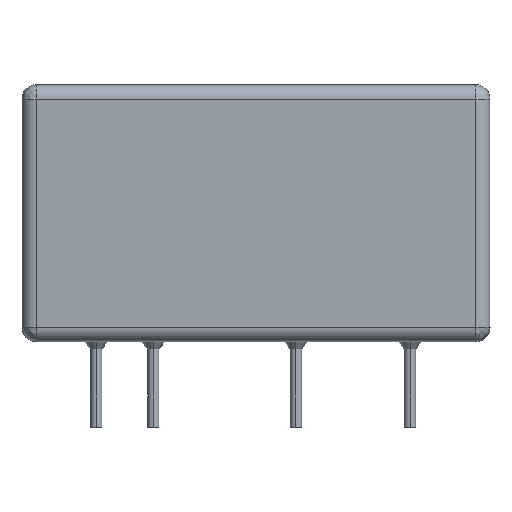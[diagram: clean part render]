
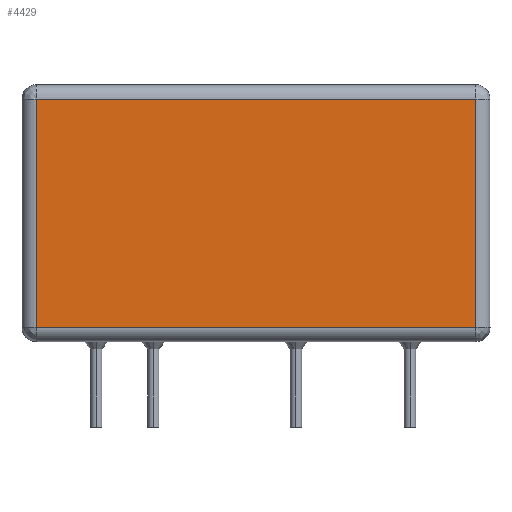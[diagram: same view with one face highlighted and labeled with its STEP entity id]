
A CAD part, top view. The second image highlights one B-rep face of the part: STEP entity #4429.
In plain terms, the highlighted planar face has unit normal (0, 0, 1).
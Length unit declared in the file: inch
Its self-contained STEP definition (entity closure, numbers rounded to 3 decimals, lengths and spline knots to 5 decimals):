
#252 = PLANE ( 'NONE',  #6324 ) ;
#253 = CARTESIAN_POINT ( 'NONE',  ( -0.77, -0.4, 0.14 ) ) ;
#254 = DIRECTION ( 'NONE',  ( 0., 0., 1. ) ) ;
#255 = DIRECTION ( 'NONE',  ( 1., 0., 0. ) ) ;
#1374 = EDGE_CURVE ( 'NONE', #3929, #4051, #5903, .T. ) ;
#1375 = EDGE_CURVE ( 'NONE', #4051, #4041, #5897, .T. ) ;
#1376 = EDGE_CURVE ( 'NONE', #4041, #4049, #5913, .T. ) ;
#1377 = EDGE_CURVE ( 'NONE', #4049, #3929, #5884, .T. ) ;
#1637 = DIRECTION ( 'NONE',  ( 0., 1., 0. ) ) ;
#1638 = CARTESIAN_POINT ( 'NONE',  ( 0.77, 0., 0.14 ) ) ;
#1639 = DIRECTION ( 'NONE',  ( 1., 0., 0. ) ) ;
#1640 = CARTESIAN_POINT ( 'NONE',  ( 0., -0.4, 0.14 ) ) ;
#1641 = DIRECTION ( 'NONE',  ( 0., -1., 0. ) ) ;
#1642 = CARTESIAN_POINT ( 'NONE',  ( -0.77, 0., 0.14 ) ) ;
#1643 = DIRECTION ( 'NONE',  ( -1., 0., 0. ) ) ;
#1644 = CARTESIAN_POINT ( 'NONE',  ( 0., 0.4, 0.14 ) ) ;
#2433 = ORIENTED_EDGE ( 'NONE', *, *, #1377, .T. ) ;
#2435 = ORIENTED_EDGE ( 'NONE', *, *, #1374, .T. ) ;
#2459 = ORIENTED_EDGE ( 'NONE', *, *, #1376, .T. ) ;
#2712 = ORIENTED_EDGE ( 'NONE', *, *, #1375, .T. ) ;
#3929 = VERTEX_POINT ( 'NONE', #5381 ) ;
#4041 = VERTEX_POINT ( 'NONE', #5410 ) ;
#4049 = VERTEX_POINT ( 'NONE', #5418 ) ;
#4051 = VERTEX_POINT ( 'NONE', #5420 ) ;
#4429 = ADVANCED_FACE ( 'NONE', ( #7182 ), #252, .T. ) ;
#4880 = EDGE_LOOP ( 'NONE', ( #2435, #2712, #2459, #2433 ) ) ;
#5381 = CARTESIAN_POINT ( 'NONE',  ( 0.77, 0.4, 0.14 ) ) ;
#5410 = CARTESIAN_POINT ( 'NONE',  ( -0.77, -0.4, 0.14 ) ) ;
#5418 = CARTESIAN_POINT ( 'NONE',  ( 0.77, -0.4, 0.14 ) ) ;
#5420 = CARTESIAN_POINT ( 'NONE',  ( -0.77, 0.4, 0.14 ) ) ;
#5884 = LINE ( 'NONE', #1638, #6747 ) ;
#5897 = LINE ( 'NONE', #1642, #6742 ) ;
#5903 = LINE ( 'NONE', #1644, #6719 ) ;
#5913 = LINE ( 'NONE', #1640, #6700 ) ;
#6324 = AXIS2_PLACEMENT_3D ( 'NONE', #253, #254, #255 ) ;
#6700 = VECTOR ( 'NONE', #1639, 39.37008 ) ;
#6719 = VECTOR ( 'NONE', #1643, 39.37008 ) ;
#6742 = VECTOR ( 'NONE', #1641, 39.37008 ) ;
#6747 = VECTOR ( 'NONE', #1637, 39.37008 ) ;
#7182 = FACE_OUTER_BOUND ( 'NONE', #4880, .T. ) ;
